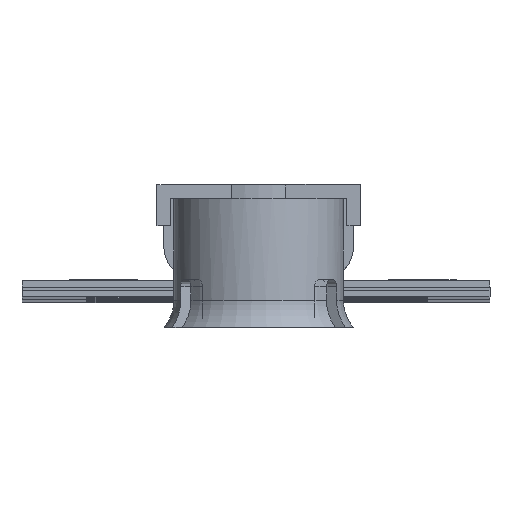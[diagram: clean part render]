
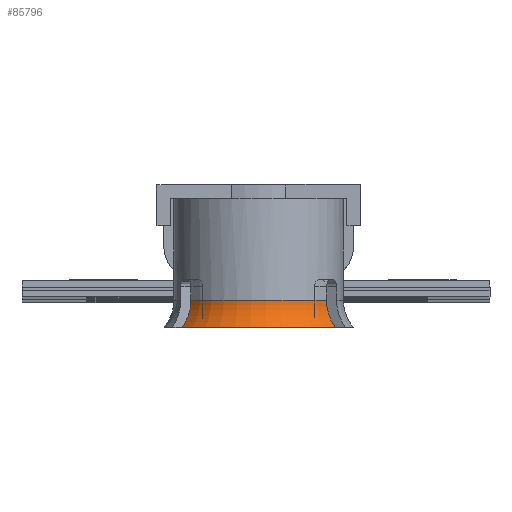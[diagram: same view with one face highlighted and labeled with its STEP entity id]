
A CAD part, top view. The second image highlights one B-rep face of the part: STEP entity #85796.
In plain terms, the highlighted toroidal (fillet/blend) face has major radius 1.858 mm and minor radius 0.608 mm.
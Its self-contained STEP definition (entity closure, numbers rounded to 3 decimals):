
#6231 = CARTESIAN_POINT ( 'NONE',  ( -5.326, 1.9, 1.13 ) ) ;
#6669 = TOROIDAL_SURFACE ( 'NONE', #59107, 1.858, 0.608 ) ;
#13256 = CARTESIAN_POINT ( 'NONE',  ( -5.326, 1.9, 1.13 ) ) ;
#21626 = DIRECTION ( 'NONE',  ( 0., -1., 0. ) ) ;
#21696 = VERTEX_POINT ( 'NONE', #63222 ) ;
#26701 = CIRCLE ( 'NONE', #88477, 1.25 ) ;
#28278 = DIRECTION ( 'NONE',  ( 0., 0., -1. ) ) ;
#28671 = DIRECTION ( 'NONE',  ( 0., -1., 0. ) ) ;
#30372 = DIRECTION ( 'NONE',  ( 0., 0., -1. ) ) ;
#37463 = CARTESIAN_POINT ( 'NONE',  ( -5.277, 1.79, -1.047 ) ) ;
#41046 = VERTEX_POINT ( 'NONE', #6231 ) ;
#42501 = ORIENTED_EDGE ( 'NONE', *, *, #99164, .F. ) ;
#45046 = EDGE_LOOP ( 'NONE', ( #76142, #57608, #81181, #42501 ) ) ;
#48192 = VERTEX_POINT ( 'NONE', #90476 ) ;
#48649 = CARTESIAN_POINT ( 'NONE',  ( -4.5, 1.5, 0. ) ) ;
#49798 = CARTESIAN_POINT ( 'NONE',  ( -5.277, 1.79, 1.047 ) ) ;
#54194 = CARTESIAN_POINT ( 'NONE',  ( -4.5, 1.5, 0. ) ) ;
#57021 = CARTESIAN_POINT ( 'NONE',  ( -4.5, 1.9, 0. ) ) ;
#57608 = ORIENTED_EDGE ( 'NONE', *, *, #88492, .T. ) ;
#58518 = CARTESIAN_POINT ( 'NONE',  ( -5.25, 1.647, 1. ) ) ;
#59107 = AXIS2_PLACEMENT_3D ( 'NONE', #48649, #84286, #92966 ) ;
#61574 = AXIS2_PLACEMENT_3D ( 'NONE', #57021, #21626, #30372 ) ;
#63222 = CARTESIAN_POINT ( 'NONE',  ( -5.25, 1.5, 1. ) ) ;
#63716 = CARTESIAN_POINT ( 'NONE',  ( -5.326, 1.9, -1.13 ) ) ;
#71714 = CARTESIAN_POINT ( 'NONE',  ( -5.25, 1.647, -1. ) ) ;
#72152 = EDGE_CURVE ( 'NONE', #48192, #94068, #83780, .T. ) ;
#72196 = CARTESIAN_POINT ( 'NONE',  ( -5.326, 1.9, -1.13 ) ) ;
#74523 = CARTESIAN_POINT ( 'NONE',  ( -5.25, 1.5, 1. ) ) ;
#76061 = FACE_OUTER_BOUND ( 'NONE', #45046, .T. ) ;
#76142 = ORIENTED_EDGE ( 'NONE', *, *, #80437, .F. ) ;
#78469 = CARTESIAN_POINT ( 'NONE',  ( -5.25, 1.5, -1. ) ) ;
#78497 = B_SPLINE_CURVE_WITH_KNOTS ( 'NONE', 3,
 ( #13256, #49798, #58518, #74523 ),
 .UNSPECIFIED., .F., .F.,
 ( 4, 4 ),
 ( 0., 0. ),
 .UNSPECIFIED. ) ;
#80437 = EDGE_CURVE ( 'NONE', #41046, #21696, #78497, .T. ) ;
#81181 = ORIENTED_EDGE ( 'NONE', *, *, #72152, .F. ) ;
#83780 = B_SPLINE_CURVE_WITH_KNOTS ( 'NONE', 3,
 ( #78469, #71714, #37463, #63716 ),
 .UNSPECIFIED., .F., .F.,
 ( 4, 4 ),
 ( 0., 0. ),
 .UNSPECIFIED. ) ;
#84286 = DIRECTION ( 'NONE',  ( 0., -1., 0. ) ) ;
#85796 = ADVANCED_FACE ( 'NONE', ( #76061 ), #6669, .F. ) ;
#88477 = AXIS2_PLACEMENT_3D ( 'NONE', #54194, #28671, #28278 ) ;
#88492 = EDGE_CURVE ( 'NONE', #41046, #94068, #95458, .T. ) ;
#90476 = CARTESIAN_POINT ( 'NONE',  ( -5.25, 1.5, -1. ) ) ;
#92966 = DIRECTION ( 'NONE',  ( 0., 0., -1. ) ) ;
#94068 = VERTEX_POINT ( 'NONE', #72196 ) ;
#95458 = CIRCLE ( 'NONE', #61574, 1.4 ) ;
#99164 = EDGE_CURVE ( 'NONE', #21696, #48192, #26701, .T. ) ;
